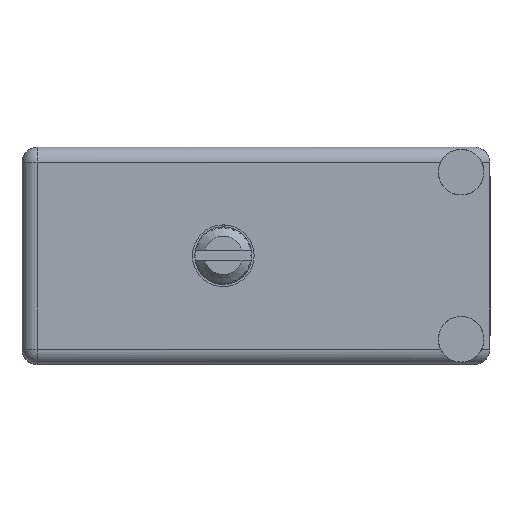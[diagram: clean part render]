
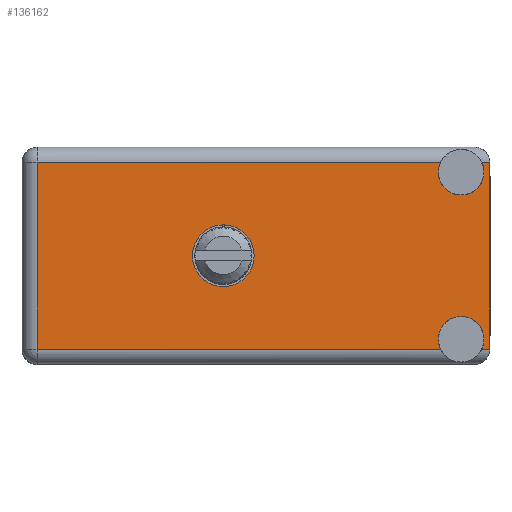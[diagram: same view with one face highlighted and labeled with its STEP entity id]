
A CAD part, top view. The second image highlights one B-rep face of the part: STEP entity #136162.
In plain terms, the highlighted face is planar.
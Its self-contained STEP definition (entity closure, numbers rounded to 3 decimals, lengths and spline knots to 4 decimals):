
#314 = VERTEX_POINT ( 'NONE', #166237 ) ;
#432 = CARTESIAN_POINT ( 'NONE',  ( 0.05, 0.906, -0.715 ) ) ;
#1666 = EDGE_LOOP ( 'NONE', ( #43992, #149241 ) ) ;
#1778 = DIRECTION ( 'NONE',  ( 0., 1., 0. ) ) ;
#6473 = CARTESIAN_POINT ( 'NONE',  ( 0.6625, 0.906, -0.256 ) ) ;
#7778 = CARTESIAN_POINT ( 'NONE',  ( 0., 0.906, -0.715 ) ) ;
#9376 = LINE ( 'NONE', #111632, #84995 ) ;
#10272 = EDGE_CURVE ( 'NONE', #314, #191700, #155774, .T. ) ;
#10478 = CARTESIAN_POINT ( 'NONE',  ( 1.5126, 0.906, -0.665 ) ) ;
#16656 = VERTEX_POINT ( 'NONE', #100832 ) ;
#16848 = CARTESIAN_POINT ( 'NONE',  ( 1.445, 0.906, -0.0825 ) ) ;
#17088 = ORIENTED_EDGE ( 'NONE', *, *, #116745, .F. ) ;
#20154 = AXIS2_PLACEMENT_3D ( 'NONE', #93495, #1778, #138815 ) ;
#20395 = AXIS2_PLACEMENT_3D ( 'NONE', #162553, #86884, #55194 ) ;
#20447 = LINE ( 'NONE', #143400, #105425 ) ;
#20765 = ORIENTED_EDGE ( 'NONE', *, *, #30189, .F. ) ;
#22975 = DIRECTION ( 'NONE',  ( 0., 0., 1. ) ) ;
#23337 = DIRECTION ( 'NONE',  ( 0., 0., 1. ) ) ;
#25563 = VERTEX_POINT ( 'NONE', #188639 ) ;
#25941 = EDGE_CURVE ( 'NONE', #122120, #99671, #99837, .T. ) ;
#29121 = ORIENTED_EDGE ( 'NONE', *, *, #146402, .F. ) ;
#30163 = VERTEX_POINT ( 'NONE', #6473 ) ;
#30189 = EDGE_CURVE ( 'NONE', #54268, #92275, #66355, .T. ) ;
#31925 = CARTESIAN_POINT ( 'NONE',  ( 1.5126, 0.906, -0.05 ) ) ;
#33294 = DIRECTION ( 'NONE',  ( 0., 0., 1. ) ) ;
#34453 = CARTESIAN_POINT ( 'NONE',  ( 1.3774, 0.906, -0.05 ) ) ;
#35453 = DIRECTION ( 'NONE',  ( 0., 0., 1. ) ) ;
#37280 = DIRECTION ( 'NONE',  ( 1., 0., 0. ) ) ;
#37890 = ORIENTED_EDGE ( 'NONE', *, *, #25941, .F. ) ;
#39501 = ORIENTED_EDGE ( 'NONE', *, *, #10272, .T. ) ;
#41599 = EDGE_CURVE ( 'NONE', #113828, #314, #88224, .T. ) ;
#41936 = EDGE_CURVE ( 'NONE', #30163, #25563, #77362, .T. ) ;
#43992 = ORIENTED_EDGE ( 'NONE', *, *, #41936, .F. ) ;
#46740 = AXIS2_PLACEMENT_3D ( 'NONE', #143255, #128083, #23337 ) ;
#47149 = DIRECTION ( 'NONE',  ( 0., 1., 0. ) ) ;
#48946 = AXIS2_PLACEMENT_3D ( 'NONE', #125709, #170593, #35453 ) ;
#53653 = EDGE_CURVE ( 'NONE', #191700, #71138, #168769, .T. ) ;
#54268 = VERTEX_POINT ( 'NONE', #92419 ) ;
#55194 = DIRECTION ( 'NONE',  ( 0., 0., 1. ) ) ;
#58140 = CARTESIAN_POINT ( 'NONE',  ( 1.445, 0.906, -0.1575 ) ) ;
#61953 = ORIENTED_EDGE ( 'NONE', *, *, #111975, .F. ) ;
#65859 = CARTESIAN_POINT ( 'NONE',  ( 0.05, 0.906, -0.05 ) ) ;
#66355 = LINE ( 'NONE', #187827, #97033 ) ;
#70041 = VERTEX_POINT ( 'NONE', #10478 ) ;
#71138 = VERTEX_POINT ( 'NONE', #34453 ) ;
#72222 = VECTOR ( 'NONE', #92247, 39.3701 ) ;
#77362 = CIRCLE ( 'NONE', #183523, 0.1015 ) ;
#82373 = ORIENTED_EDGE ( 'NONE', *, *, #169393, .T. ) ;
#84995 = VECTOR ( 'NONE', #112916, 39.3701 ) ;
#86884 = DIRECTION ( 'NONE',  ( 0., 1., 0. ) ) ;
#88224 = LINE ( 'NONE', #121086, #177783 ) ;
#89727 = AXIS2_PLACEMENT_3D ( 'NONE', #16848, #47149, #33294 ) ;
#90068 = DIRECTION ( 'NONE',  ( 0., 1., 0. ) ) ;
#92247 = DIRECTION ( 'NONE',  ( 1., 0., 0. ) ) ;
#92275 = VERTEX_POINT ( 'NONE', #147680 ) ;
#92419 = CARTESIAN_POINT ( 'NONE',  ( 1.539, 0.906, -0.665 ) ) ;
#93495 = CARTESIAN_POINT ( 'NONE',  ( 1.445, 0.906, -0.6325 ) ) ;
#94437 = CIRCLE ( 'NONE', #46740, 0.075 ) ;
#97033 = VECTOR ( 'NONE', #22975, 39.3701 ) ;
#99671 = VERTEX_POINT ( 'NONE', #58140 ) ;
#99837 = CIRCLE ( 'NONE', #89727, 0.075 ) ;
#100832 = CARTESIAN_POINT ( 'NONE',  ( 1.445, 0.906, -0.5575 ) ) ;
#105425 = VECTOR ( 'NONE', #37280, 39.3701 ) ;
#109429 = EDGE_CURVE ( 'NONE', #25563, #30163, #163362, .T. ) ;
#111632 = CARTESIAN_POINT ( 'NONE',  ( 0., 0.906, -0.665 ) ) ;
#111975 = EDGE_CURVE ( 'NONE', #113828, #16656, #120400, .T. ) ;
#112916 = DIRECTION ( 'NONE',  ( -1., 0., 0. ) ) ;
#113828 = VERTEX_POINT ( 'NONE', #136817 ) ;
#116745 = EDGE_CURVE ( 'NONE', #16656, #70041, #129353, .T. ) ;
#118538 = FACE_BOUND ( 'NONE', #1666, .T. ) ;
#119057 = DIRECTION ( 'NONE',  ( 0., 0., 1. ) ) ;
#120400 = CIRCLE ( 'NONE', #20395, 0.075 ) ;
#121086 = CARTESIAN_POINT ( 'NONE',  ( 0., 0.906, -0.665 ) ) ;
#122120 = VERTEX_POINT ( 'NONE', #31925 ) ;
#125709 = CARTESIAN_POINT ( 'NONE',  ( 0.6625, 0.906, -0.3575 ) ) ;
#128083 = DIRECTION ( 'NONE',  ( 0., 1., 0. ) ) ;
#129045 = PLANE ( 'NONE',  #177608 ) ;
#129353 = CIRCLE ( 'NONE', #20154, 0.075 ) ;
#130376 = DIRECTION ( 'NONE',  ( 0., 1., 0. ) ) ;
#136162 = ADVANCED_FACE ( 'NONE', ( #118538, #153938 ), #129045, .T. ) ;
#136285 = DIRECTION ( 'NONE',  ( -1., 0., 0. ) ) ;
#136817 = CARTESIAN_POINT ( 'NONE',  ( 1.3774, 0.906, -0.665 ) ) ;
#138815 = DIRECTION ( 'NONE',  ( 0., 0., 1. ) ) ;
#139323 = VECTOR ( 'NONE', #119057, 39.3701 ) ;
#143255 = CARTESIAN_POINT ( 'NONE',  ( 1.445, 0.906, -0.0825 ) ) ;
#143400 = CARTESIAN_POINT ( 'NONE',  ( 1.539, 0.906, -0.05 ) ) ;
#146341 = EDGE_CURVE ( 'NONE', #54268, #70041, #9376, .T. ) ;
#146402 = EDGE_CURVE ( 'NONE', #99671, #71138, #94437, .T. ) ;
#147680 = CARTESIAN_POINT ( 'NONE',  ( 1.539, 0.906, -0.05 ) ) ;
#149241 = ORIENTED_EDGE ( 'NONE', *, *, #109429, .F. ) ;
#153938 = FACE_OUTER_BOUND ( 'NONE', #174765, .T. ) ;
#155774 = LINE ( 'NONE', #432, #139323 ) ;
#162553 = CARTESIAN_POINT ( 'NONE',  ( 1.445, 0.906, -0.6325 ) ) ;
#163362 = CIRCLE ( 'NONE', #48946, 0.1015 ) ;
#166237 = CARTESIAN_POINT ( 'NONE',  ( 0.05, 0.906, -0.665 ) ) ;
#168542 = CARTESIAN_POINT ( 'NONE',  ( 1.539, 0.906, -0.05 ) ) ;
#168769 = LINE ( 'NONE', #168542, #72222 ) ;
#169393 = EDGE_CURVE ( 'NONE', #122120, #92275, #20447, .T. ) ;
#170593 = DIRECTION ( 'NONE',  ( 0., 1., 0. ) ) ;
#170986 = ORIENTED_EDGE ( 'NONE', *, *, #41599, .T. ) ;
#174765 = EDGE_LOOP ( 'NONE', ( #191004, #29121, #37890, #82373, #20765, #177268, #17088, #61953, #170986, #39501 ) ) ;
#177268 = ORIENTED_EDGE ( 'NONE', *, *, #146341, .T. ) ;
#177608 = AXIS2_PLACEMENT_3D ( 'NONE', #7778, #130376, #189853 ) ;
#177783 = VECTOR ( 'NONE', #136285, 39.3701 ) ;
#180279 = CARTESIAN_POINT ( 'NONE',  ( 0.6625, 0.906, -0.3575 ) ) ;
#183523 = AXIS2_PLACEMENT_3D ( 'NONE', #180279, #90068, #195524 ) ;
#187827 = CARTESIAN_POINT ( 'NONE',  ( 1.539, 0.906, 0. ) ) ;
#188639 = CARTESIAN_POINT ( 'NONE',  ( 0.6625, 0.906, -0.459 ) ) ;
#189853 = DIRECTION ( 'NONE',  ( 0., 0., 1. ) ) ;
#191004 = ORIENTED_EDGE ( 'NONE', *, *, #53653, .T. ) ;
#191700 = VERTEX_POINT ( 'NONE', #65859 ) ;
#195524 = DIRECTION ( 'NONE',  ( 0., 0., 1. ) ) ;
